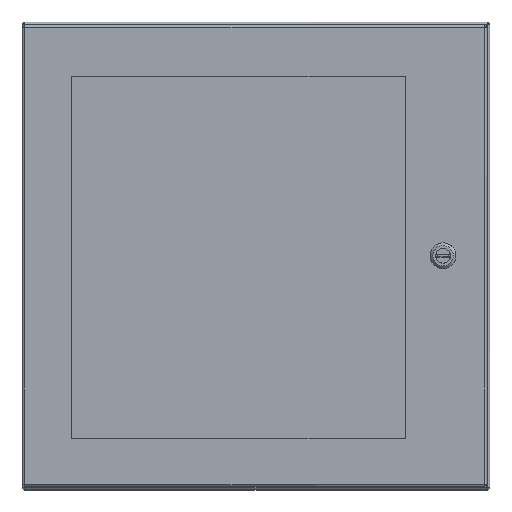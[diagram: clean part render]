
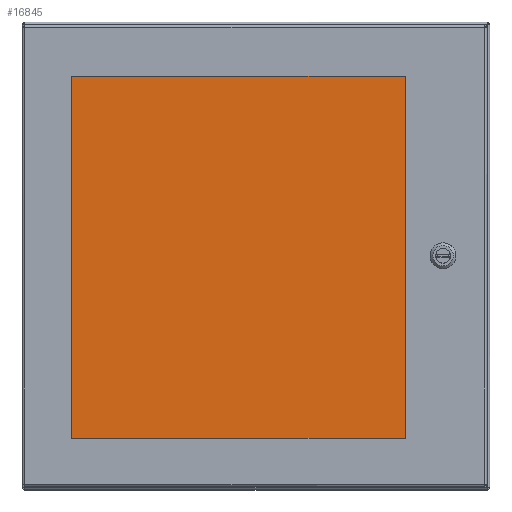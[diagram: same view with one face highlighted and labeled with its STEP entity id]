
A CAD part, top view. The second image highlights one B-rep face of the part: STEP entity #16845.
In plain terms, the highlighted planar face has unit normal (0, 0, 1).
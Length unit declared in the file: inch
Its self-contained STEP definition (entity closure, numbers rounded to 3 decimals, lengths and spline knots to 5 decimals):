
#7027 = CARTESIAN_POINT ( 'NONE',  ( 9.25, 9.9375, 10.8435 ) ) ;
#12116 = DIRECTION ( 'NONE',  ( 1., 0., 0. ) ) ;
#16440 = CARTESIAN_POINT ( 'NONE',  ( 1.625, 1.6875, 10.8435 ) ) ;
#16845 = ADVANCED_FACE ( 'NONE', ( #100669 ), #64542, .T. ) ;
#22260 = AXIS2_PLACEMENT_3D ( 'NONE', #7027, #58486, #110429 ) ;
#25136 = VERTEX_POINT ( 'NONE', #78850 ) ;
#29682 = ORIENTED_EDGE ( 'NONE', *, *, #98617, .F. ) ;
#31322 = CARTESIAN_POINT ( 'NONE',  ( 16.875, 1.6875, 10.8435 ) ) ;
#32551 = LINE ( 'NONE', #106145, #97100 ) ;
#37531 = ORIENTED_EDGE ( 'NONE', *, *, #61631, .F. ) ;
#43372 = VECTOR ( 'NONE', #76455, 39.37008 ) ;
#43780 = VECTOR ( 'NONE', #12116, 39.37008 ) ;
#45331 = LINE ( 'NONE', #16440, #103167 ) ;
#49299 = CARTESIAN_POINT ( 'NONE',  ( 1.625, 18.1875, 10.8435 ) ) ;
#50601 = ORIENTED_EDGE ( 'NONE', *, *, #107562, .F. ) ;
#55898 = VERTEX_POINT ( 'NONE', #31322 ) ;
#58486 = DIRECTION ( 'NONE',  ( 0., 0., 1. ) ) ;
#61631 = EDGE_CURVE ( 'NONE', #96679, #89116, #63928, .T. ) ;
#63233 = DIRECTION ( 'NONE',  ( -1., 0., 0. ) ) ;
#63928 = LINE ( 'NONE', #81002, #43780 ) ;
#64542 = PLANE ( 'NONE',  #22260 ) ;
#66194 = LINE ( 'NONE', #84759, #43372 ) ;
#76455 = DIRECTION ( 'NONE',  ( 0., -1., 0. ) ) ;
#78850 = CARTESIAN_POINT ( 'NONE',  ( 1.625, 1.6875, 10.8435 ) ) ;
#81002 = CARTESIAN_POINT ( 'NONE',  ( 1.625, 18.1875, 10.8435 ) ) ;
#84515 = EDGE_LOOP ( 'NONE', ( #50601, #37531, #103661, #29682 ) ) ;
#84759 = CARTESIAN_POINT ( 'NONE',  ( 16.875, 18.1875, 10.8435 ) ) ;
#89116 = VERTEX_POINT ( 'NONE', #102597 ) ;
#96679 = VERTEX_POINT ( 'NONE', #49299 ) ;
#97100 = VECTOR ( 'NONE', #63233, 39.37008 ) ;
#98617 = EDGE_CURVE ( 'NONE', #55898, #25136, #32551, .T. ) ;
#100669 = FACE_OUTER_BOUND ( 'NONE', #84515, .T. ) ;
#102597 = CARTESIAN_POINT ( 'NONE',  ( 16.875, 18.1875, 10.8435 ) ) ;
#103167 = VECTOR ( 'NONE', #110505, 39.37008 ) ;
#103661 = ORIENTED_EDGE ( 'NONE', *, *, #106583, .F. ) ;
#106145 = CARTESIAN_POINT ( 'NONE',  ( 16.875, 1.6875, 10.8435 ) ) ;
#106583 = EDGE_CURVE ( 'NONE', #25136, #96679, #45331, .T. ) ;
#107562 = EDGE_CURVE ( 'NONE', #89116, #55898, #66194, .T. ) ;
#110429 = DIRECTION ( 'NONE',  ( 1., 0., 0. ) ) ;
#110505 = DIRECTION ( 'NONE',  ( 0., 1., 0. ) ) ;
